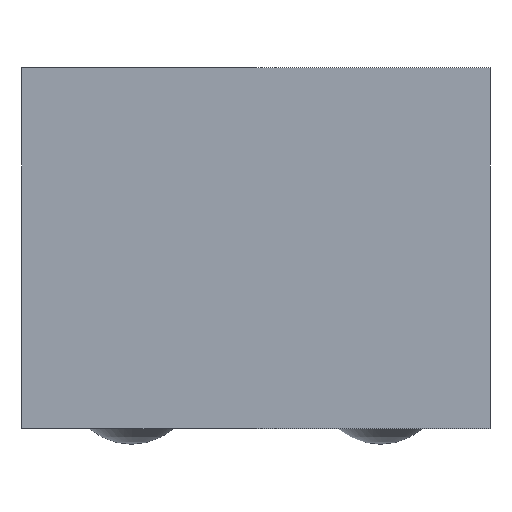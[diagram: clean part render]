
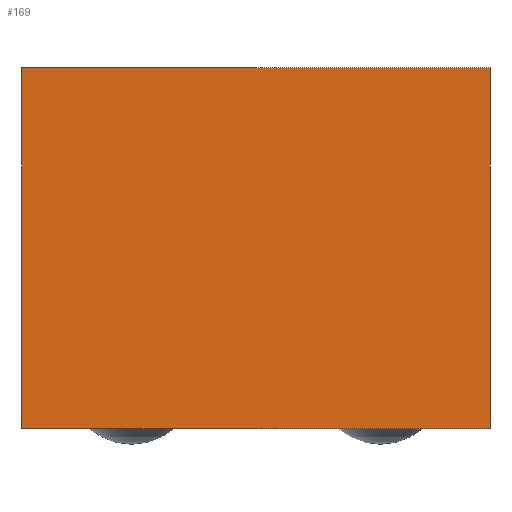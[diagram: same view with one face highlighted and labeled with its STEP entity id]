
A CAD part, front view. The second image highlights one B-rep face of the part: STEP entity #169.
In plain terms, the highlighted planar face has unit normal (0, -1, 0).
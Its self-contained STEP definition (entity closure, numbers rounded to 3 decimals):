
#13=DIRECTION('',(0.,0.,1.));
#27=VECTOR('',#13,1.);
#33=VECTOR('',#34,1.);
#34=DIRECTION('',(1.,0.,0.));
#45=DIRECTION('',(0.,-1.,0.));
#51=VERTEX_POINT('',#52);
#52=CARTESIAN_POINT('',(-0.47,-0.7,0.025));
#58=VERTEX_POINT('',#59);
#59=CARTESIAN_POINT('',(-0.47,-0.7,0.75));
#61=ORIENTED_EDGE('',*,*,#62,.F.);
#62=EDGE_CURVE('',#51,#58,#63,.T.);
#63=LINE('',#52,#27);
#70=EDGE_CURVE('',#58,#71,#73,.T.);
#71=VERTEX_POINT('',#72);
#72=CARTESIAN_POINT('',(0.47,-0.7,0.75));
#73=LINE('',#59,#33);
#94=VERTEX_POINT('',#95);
#95=CARTESIAN_POINT('',(0.47,-0.7,0.025));
#99=EDGE_CURVE('',#94,#71,#100,.T.);
#100=LINE('',#95,#27);
#108=ORIENTED_EDGE('',*,*,#109,.T.);
#109=EDGE_CURVE('',#51,#94,#110,.T.);
#110=LINE('',#52,#33);
#169=ADVANCED_FACE('',(#170),#174,.T.);
#170=FACE_BOUND('',#171,.T.);
#171=EDGE_LOOP('',(#61,#108,#172,#173));
#172=ORIENTED_EDGE('',*,*,#99,.T.);
#173=ORIENTED_EDGE('',*,*,#70,.F.);
#174=PLANE('',#175);
#175=AXIS2_PLACEMENT_3D('',#52,#45,#13);
